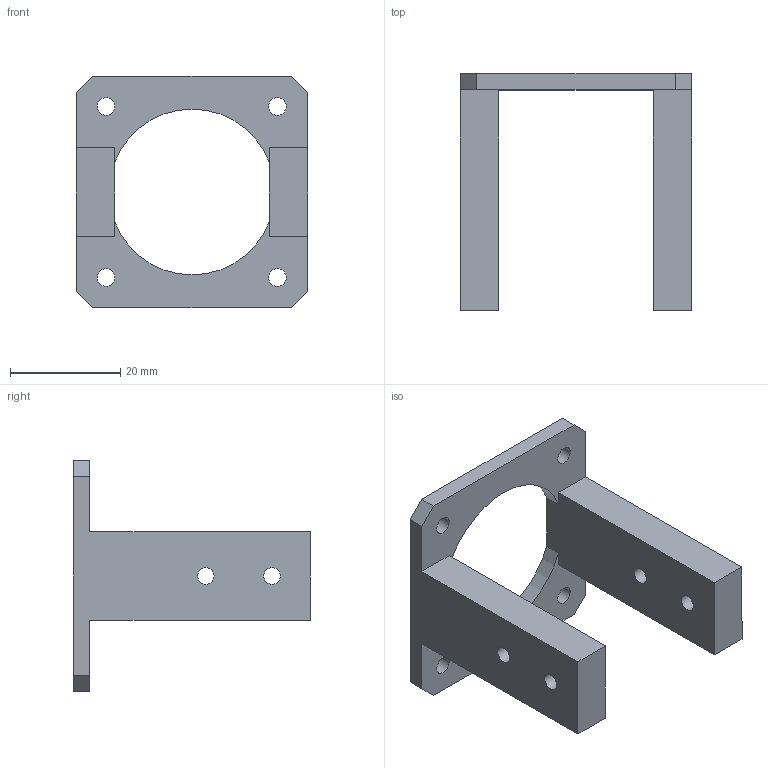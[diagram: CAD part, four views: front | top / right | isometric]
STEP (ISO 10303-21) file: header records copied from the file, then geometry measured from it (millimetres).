
FILE_DESCRIPTION(/* description */ (''),/* implementation_level */ '2;1');
FILE_NAME(/* name */ 'Motor face plate.step',/* time_stamp */ '2025-07-22T13:53:04-06:00',/* author */ (''),/* organization */ (''),/* preprocessor_version */ 'ST-DEVELOPER v20.1',/* originating_system */ 'Autodesk Translation Framework v14.10.0.0',/* authorisation */ '');
FILE_SCHEMA (('AUTOMOTIVE_DESIGN { 1 0 10303 214 3 1 1 }'));
Length unit declared in the file: millimetre
Products named in the file (2): Auto Current Ramp Box; Motor to potentiometer mount
Assembly tree (1 placements, depth 2):
  Auto Current Ramp Box
    Motor to potentiometer mount
Bounding box: 42 x 43 x 42 mm (x, y, z)
Volume: 11826.4 mm3; surface area: 6815 mm2
Topology: 1 solids, 1 shells, 29 faces, 84 edges, 56 vertices
Faces by surface type: plane 19, cylinder 10
Full cylindrical faces by diameter (mm): 3 x4, 3.2 x4
Entity records: 1047 total; most frequent: CARTESIAN_POINT 172, ORIENTED_EDGE 168, DIRECTION 168, EDGE_CURVE 84, LINE 64, VECTOR 64, VERTEX_POINT 56, AXIS2_PLACEMENT_3D 52
